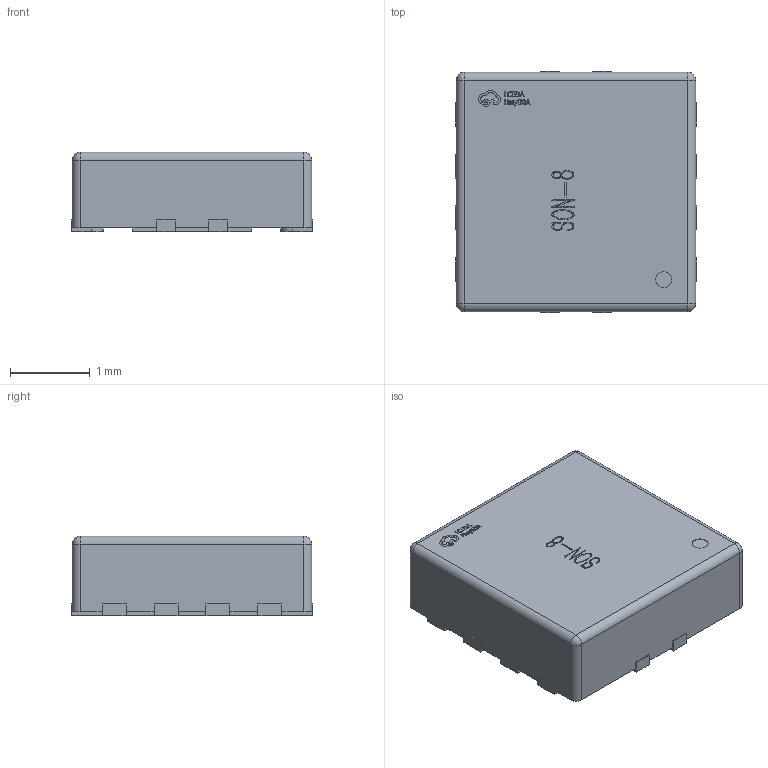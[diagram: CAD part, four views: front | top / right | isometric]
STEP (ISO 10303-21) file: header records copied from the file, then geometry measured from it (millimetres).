
FILE_DESCRIPTION (( 'STEP AP214' ), '1' );
FILE_NAME ('VSON-8_L3.0-W3.0-H1.0-P0.65-TL-EP.step', '2022-07-26T09:32:47', ( '' ), ( '' ), 'SwSTEP 2.0', 'SolidWorks 2020', '' );
FILE_SCHEMA (( 'AUTOMOTIVE_DESIGN' ));
Length unit declared in the file: millimetre
Products named in the file (1): VSON-8_L3.0-W3.0-H1.0-P0.65-TL-EP
Bounding box: 3.02 x 3.02 x 1 mm (x, y, z)
Volume: 8.7 mm3; surface area: 30 mm2
Topology: 14 solids, 14 shells, 531 faces, 1453 edges, 962 vertices
Faces by surface type: plane 319, bspline 186, cylinder 22, sphere 4
Entity records: 27231 total; most frequent: CARTESIAN_POINT 9017, ORIENTED_EDGE 2898, DIRECTION 1809, EDGE_CURVE 1449, VECTOR 1029, LINE 1029, VERTEX_POINT 962, EDGE_LOOP 559
